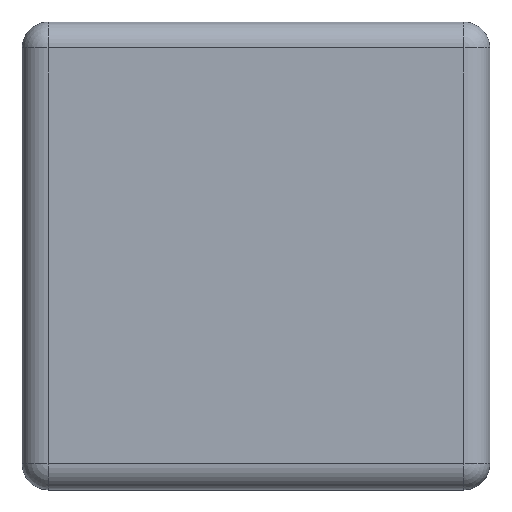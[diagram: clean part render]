
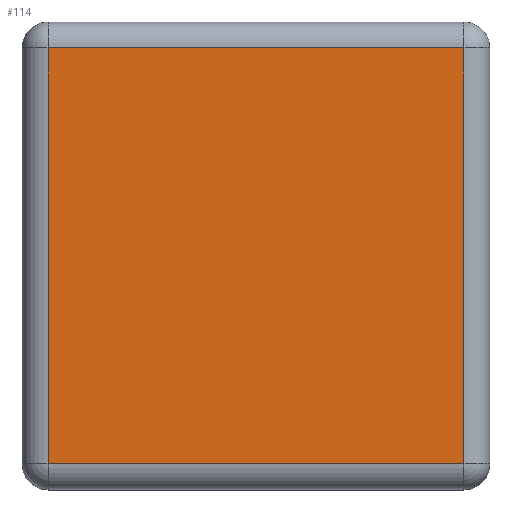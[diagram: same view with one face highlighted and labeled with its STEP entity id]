
A CAD part, top view. The second image highlights one B-rep face of the part: STEP entity #114.
In plain terms, the highlighted planar face has unit normal (0, 0, 1).
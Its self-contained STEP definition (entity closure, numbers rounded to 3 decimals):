
#114 = ADVANCED_FACE( '', ( #305 ), #306, .T. );
#305 = FACE_OUTER_BOUND( '', #578, .T. );
#306 = PLANE( '', #579 );
#578 = EDGE_LOOP( '', ( #868, #869, #870, #871 ) );
#579 = AXIS2_PLACEMENT_3D( '', #872, #873, #874 );
#868 = ORIENTED_EDGE( '', *, *, #1579, .T. );
#869 = ORIENTED_EDGE( '', *, *, #1580, .T. );
#870 = ORIENTED_EDGE( '', *, *, #1581, .T. );
#871 = ORIENTED_EDGE( '', *, *, #1582, .T. );
#872 = CARTESIAN_POINT( '', ( 0., 0., 16. ) );
#873 = DIRECTION( '', ( 0., 0., 1. ) );
#874 = DIRECTION( '', ( 1., 0., 0. ) );
#1579 = EDGE_CURVE( '', #1878, #1879, #1880, .T. );
#1580 = EDGE_CURVE( '', #1879, #1881, #1882, .T. );
#1581 = EDGE_CURVE( '', #1881, #1883, #1884, .T. );
#1582 = EDGE_CURVE( '', #1883, #1878, #1885, .T. );
#1878 = VERTEX_POINT( '', #2301 );
#1879 = VERTEX_POINT( '', #2302 );
#1880 = LINE( '', #2303, #2304 );
#1881 = VERTEX_POINT( '', #2305 );
#1882 = LINE( '', #2306, #2307 );
#1883 = VERTEX_POINT( '', #2308 );
#1884 = LINE( '', #2309, #2310 );
#1885 = LINE( '', #2311, #2312 );
#2301 = CARTESIAN_POINT( '', ( 8., 8., 16. ) );
#2302 = CARTESIAN_POINT( '', ( -8., 8., 16. ) );
#2303 = CARTESIAN_POINT( '', ( -9., 8., 16. ) );
#2304 = VECTOR( '', #2811, 1000. );
#2305 = CARTESIAN_POINT( '', ( -8., -8., 16. ) );
#2306 = CARTESIAN_POINT( '', ( -8., -9., 16. ) );
#2307 = VECTOR( '', #2812, 1000. );
#2308 = CARTESIAN_POINT( '', ( 8., -8., 16. ) );
#2309 = CARTESIAN_POINT( '', ( 9., -8., 16. ) );
#2310 = VECTOR( '', #2813, 1000. );
#2311 = CARTESIAN_POINT( '', ( 8., 9., 16. ) );
#2312 = VECTOR( '', #2814, 1000. );
#2811 = DIRECTION( '', ( -1., 0., 0. ) );
#2812 = DIRECTION( '', ( 0., -1., 0. ) );
#2813 = DIRECTION( '', ( 1., 0., 0. ) );
#2814 = DIRECTION( '', ( 0., 1., 0. ) );
